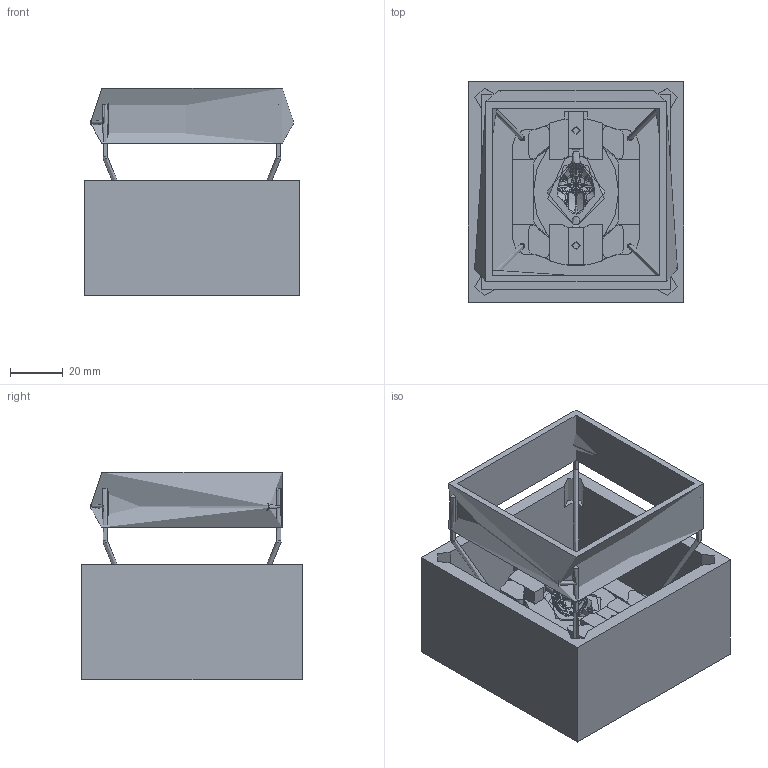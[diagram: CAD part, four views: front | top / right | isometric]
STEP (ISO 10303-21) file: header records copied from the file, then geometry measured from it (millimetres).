
FILE_DESCRIPTION(/* description */ ('Unknown'),/* implementation_level */ '2;1');
FILE_NAME(/* name */ 'Taubengehirnhalterung mit Einsatz für 2te Seite',/* time_stamp */ '2025-12-03T15:54:31+01:00',/* author */ ('Unknown'),/* organization */ ('Unknown'),/* preprocessor_version */ 'ST-DEVELOPER v19.4',/* originating_system */ 'Solid Edge',/* authorisation */ 'Unknown');
FILE_SCHEMA (('AUTOMOTIVE_DESIGN {1 0 10303 214 3 1 1}'));
Products named in the file (12): Taubengehirnhalterung mit Einsatz für 2te Seite; Schieber lang; Ring; Schieber; Haltering; Einsatzhalterung; Einsatz Gehirn 2te Seite; Verbindungsstrebe; Glaswanne; Verbindungsstrebe_mir; Verbindungsstrebe_mir1; Verbindungsstrebe_mir2
Assembly tree (11 placements, depth 2):
  Taubengehirnhalterung mit Einsatz für 2te Seite
    Schieber lang
    Ring
    Schieber
    Haltering
    Einsatzhalterung
    Einsatz Gehirn 2te Seite
    Verbindungsstrebe
    Glaswanne
    Verbindungsstrebe_mir
    Verbindungsstrebe_mir1
    Verbindungsstrebe_mir2
Bounding box: 82 x 84 x 79 mm (x, y, z)
Volume: 135313.1 mm3; surface area: 69617.8 mm2
Topology: 11 solids, 11 shells, 960 faces, 2574 edges, 1530 vertices
Faces by surface type: bspline 582, plane 133, cylinder 132, sphere 85, torus 24, cone 4
Full cylindrical faces by diameter (mm): 2 x24, 2.05 x4, 2.459 x12, 3 x2, 90 x1, 97 x1
Entity records: 47220 total; most frequent: CARTESIAN_POINT 27550, ORIENTED_EDGE 4726, EDGE_CURVE 2363, DIRECTION 2225, B_SPLINE_CURVE_WITH_KNOTS 1478, VERTEX_POINT 1477, EDGE_LOOP 1054, FACE_BOUND 1054
